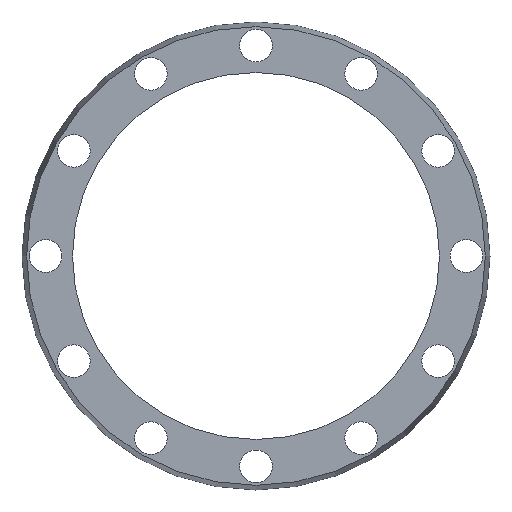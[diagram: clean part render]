
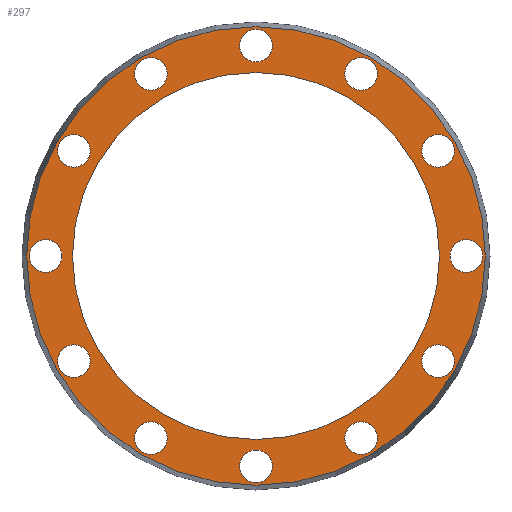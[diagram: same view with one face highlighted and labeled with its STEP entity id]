
A CAD part, left-side view. The second image highlights one B-rep face of the part: STEP entity #297.
In plain terms, the highlighted planar face has unit normal (-1, 0, 0).
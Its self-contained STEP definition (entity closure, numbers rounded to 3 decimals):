
#17=PLANE('',#342);
#44=FACE_BOUND('',#115,.T.);
#45=FACE_BOUND('',#116,.T.);
#46=FACE_BOUND('',#117,.T.);
#47=FACE_BOUND('',#118,.T.);
#48=FACE_BOUND('',#119,.T.);
#49=FACE_BOUND('',#120,.T.);
#50=FACE_BOUND('',#121,.T.);
#51=FACE_BOUND('',#122,.T.);
#52=FACE_BOUND('',#123,.T.);
#53=FACE_BOUND('',#124,.T.);
#54=FACE_BOUND('',#125,.T.);
#55=FACE_BOUND('',#126,.T.);
#56=FACE_BOUND('',#127,.T.);
#72=FACE_OUTER_BOUND('',#114,.T.);
#114=EDGE_LOOP('',(#254));
#115=EDGE_LOOP('',(#255));
#116=EDGE_LOOP('',(#256));
#117=EDGE_LOOP('',(#257));
#118=EDGE_LOOP('',(#258));
#119=EDGE_LOOP('',(#259));
#120=EDGE_LOOP('',(#260));
#121=EDGE_LOOP('',(#261));
#122=EDGE_LOOP('',(#262));
#123=EDGE_LOOP('',(#263));
#124=EDGE_LOOP('',(#264));
#125=EDGE_LOOP('',(#265));
#126=EDGE_LOOP('',(#266));
#127=EDGE_LOOP('',(#267));
#130=CIRCLE('',#302,15.5);
#132=CIRCLE('',#305,15.5);
#134=CIRCLE('',#308,15.5);
#136=CIRCLE('',#311,15.5);
#138=CIRCLE('',#314,15.5);
#140=CIRCLE('',#317,15.5);
#142=CIRCLE('',#320,15.5);
#144=CIRCLE('',#323,15.5);
#146=CIRCLE('',#326,15.5);
#148=CIRCLE('',#329,15.5);
#150=CIRCLE('',#332,15.5);
#152=CIRCLE('',#335,15.5);
#156=CIRCLE('',#341,218.05);
#157=CIRCLE('',#343,174.5);
#158=VERTEX_POINT('',#437);
#160=VERTEX_POINT('',#442);
#162=VERTEX_POINT('',#447);
#164=VERTEX_POINT('',#452);
#166=VERTEX_POINT('',#457);
#168=VERTEX_POINT('',#462);
#170=VERTEX_POINT('',#467);
#172=VERTEX_POINT('',#472);
#174=VERTEX_POINT('',#477);
#176=VERTEX_POINT('',#482);
#178=VERTEX_POINT('',#487);
#180=VERTEX_POINT('',#492);
#184=VERTEX_POINT('',#502);
#185=VERTEX_POINT('',#505);
#186=EDGE_CURVE('',#158,#158,#130,.T.);
#188=EDGE_CURVE('',#160,#160,#132,.T.);
#190=EDGE_CURVE('',#162,#162,#134,.T.);
#192=EDGE_CURVE('',#164,#164,#136,.T.);
#194=EDGE_CURVE('',#166,#166,#138,.T.);
#196=EDGE_CURVE('',#168,#168,#140,.T.);
#198=EDGE_CURVE('',#170,#170,#142,.T.);
#200=EDGE_CURVE('',#172,#172,#144,.T.);
#202=EDGE_CURVE('',#174,#174,#146,.T.);
#204=EDGE_CURVE('',#176,#176,#148,.T.);
#206=EDGE_CURVE('',#178,#178,#150,.T.);
#208=EDGE_CURVE('',#180,#180,#152,.T.);
#212=EDGE_CURVE('',#184,#184,#156,.T.);
#213=EDGE_CURVE('',#185,#185,#157,.T.);
#254=ORIENTED_EDGE('',*,*,#212,.T.);
#255=ORIENTED_EDGE('',*,*,#186,.T.);
#256=ORIENTED_EDGE('',*,*,#188,.T.);
#257=ORIENTED_EDGE('',*,*,#190,.T.);
#258=ORIENTED_EDGE('',*,*,#192,.T.);
#259=ORIENTED_EDGE('',*,*,#194,.T.);
#260=ORIENTED_EDGE('',*,*,#196,.T.);
#261=ORIENTED_EDGE('',*,*,#198,.T.);
#262=ORIENTED_EDGE('',*,*,#200,.T.);
#263=ORIENTED_EDGE('',*,*,#202,.T.);
#264=ORIENTED_EDGE('',*,*,#204,.T.);
#265=ORIENTED_EDGE('',*,*,#206,.T.);
#266=ORIENTED_EDGE('',*,*,#208,.T.);
#267=ORIENTED_EDGE('',*,*,#213,.F.);
#297=ADVANCED_FACE('',(#72,#44,#45,#46,#47,#48,#49,#50,#51,#52,#53,#54,
#55,#56),#17,.T.);
#302=AXIS2_PLACEMENT_3D('',#438,#349,#350);
#305=AXIS2_PLACEMENT_3D('',#443,#355,#356);
#308=AXIS2_PLACEMENT_3D('',#448,#361,#362);
#311=AXIS2_PLACEMENT_3D('',#453,#367,#368);
#314=AXIS2_PLACEMENT_3D('',#458,#373,#374);
#317=AXIS2_PLACEMENT_3D('',#463,#379,#380);
#320=AXIS2_PLACEMENT_3D('',#468,#385,#386);
#323=AXIS2_PLACEMENT_3D('',#473,#391,#392);
#326=AXIS2_PLACEMENT_3D('',#478,#397,#398);
#329=AXIS2_PLACEMENT_3D('',#483,#403,#404);
#332=AXIS2_PLACEMENT_3D('',#488,#409,#410);
#335=AXIS2_PLACEMENT_3D('',#493,#415,#416);
#341=AXIS2_PLACEMENT_3D('',#503,#427,#428);
#342=AXIS2_PLACEMENT_3D('',#504,#429,#430);
#343=AXIS2_PLACEMENT_3D('',#506,#431,#432);
#349=DIRECTION('center_axis',(1.,0.,0.));
#350=DIRECTION('ref_axis',(0.,-0.5,0.866));
#355=DIRECTION('center_axis',(1.,0.,0.));
#356=DIRECTION('ref_axis',(0.,-0.866,0.5));
#361=DIRECTION('center_axis',(1.,0.,0.));
#362=DIRECTION('ref_axis',(0.,-1.,0.));
#367=DIRECTION('center_axis',(1.,0.,0.));
#368=DIRECTION('ref_axis',(0.,-0.866,-0.5));
#373=DIRECTION('center_axis',(1.,0.,0.));
#374=DIRECTION('ref_axis',(0.,-0.5,-0.866));
#379=DIRECTION('center_axis',(1.,0.,0.));
#380=DIRECTION('ref_axis',(0.,0.,-1.));
#385=DIRECTION('center_axis',(1.,0.,0.));
#386=DIRECTION('ref_axis',(0.,0.5,-0.866));
#391=DIRECTION('center_axis',(1.,0.,0.));
#392=DIRECTION('ref_axis',(0.,0.866,-0.5));
#397=DIRECTION('center_axis',(1.,0.,0.));
#398=DIRECTION('ref_axis',(0.,1.,0.));
#403=DIRECTION('center_axis',(1.,0.,0.));
#404=DIRECTION('ref_axis',(0.,0.866,0.5));
#409=DIRECTION('center_axis',(1.,0.,0.));
#410=DIRECTION('ref_axis',(0.,0.5,0.866));
#415=DIRECTION('center_axis',(1.,0.,0.));
#416=DIRECTION('ref_axis',(0.,0.,1.));
#427=DIRECTION('center_axis',(-1.,0.,0.));
#428=DIRECTION('ref_axis',(0.,0.,1.));
#429=DIRECTION('center_axis',(-1.,0.,0.));
#430=DIRECTION('ref_axis',(0.,0.,1.));
#431=DIRECTION('center_axis',(-1.,0.,0.));
#432=DIRECTION('ref_axis',(0.,0.,1.));
#437=CARTESIAN_POINT('',(-15.5,180.955,86.577));
#438=CARTESIAN_POINT('Origin',(-15.5,173.205,100.));
#442=CARTESIAN_POINT('',(-15.5,113.423,165.455));
#443=CARTESIAN_POINT('Origin',(-15.5,100.,173.205));
#447=CARTESIAN_POINT('',(-15.5,15.5,200.));
#448=CARTESIAN_POINT('Origin',(-15.5,0.,200.));
#452=CARTESIAN_POINT('',(-15.5,-86.577,180.955));
#453=CARTESIAN_POINT('Origin',(-15.5,-100.,173.205));
#457=CARTESIAN_POINT('',(-15.5,-165.455,113.423));
#458=CARTESIAN_POINT('Origin',(-15.5,-173.205,100.));
#462=CARTESIAN_POINT('',(-15.5,-200.,15.5));
#463=CARTESIAN_POINT('Origin',(-15.5,-200.,0.));
#467=CARTESIAN_POINT('',(-15.5,-180.955,-86.577));
#468=CARTESIAN_POINT('Origin',(-15.5,-173.205,-100.));
#472=CARTESIAN_POINT('',(-15.5,-113.423,-165.455));
#473=CARTESIAN_POINT('Origin',(-15.5,-100.,-173.205));
#477=CARTESIAN_POINT('',(-15.5,-15.5,-200.));
#478=CARTESIAN_POINT('Origin',(-15.5,0.,-200.));
#482=CARTESIAN_POINT('',(-15.5,86.577,-180.955));
#483=CARTESIAN_POINT('Origin',(-15.5,100.,-173.205));
#487=CARTESIAN_POINT('',(-15.5,165.455,-113.423));
#488=CARTESIAN_POINT('Origin',(-15.5,173.205,-100.));
#492=CARTESIAN_POINT('',(-15.5,200.,-15.5));
#493=CARTESIAN_POINT('Origin',(-15.5,200.,0.));
#502=CARTESIAN_POINT('',(-15.5,-218.05,0.));
#503=CARTESIAN_POINT('Origin',(-15.5,0.,0.));
#504=CARTESIAN_POINT('Origin',(-15.5,-174.5,0.));
#505=CARTESIAN_POINT('',(-15.5,-174.5,0.));
#506=CARTESIAN_POINT('Origin',(-15.5,0.,0.));
